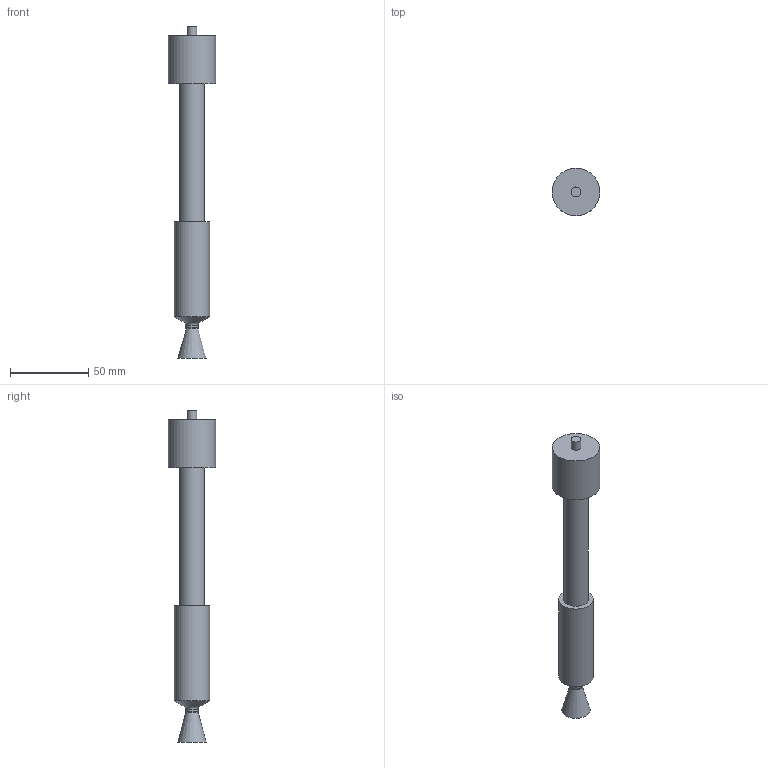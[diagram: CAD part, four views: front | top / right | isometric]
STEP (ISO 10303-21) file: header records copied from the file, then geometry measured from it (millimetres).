
FILE_DESCRIPTION(/* description */ (''),/* implementation_level */ '2;1');
FILE_NAME(/* name */ 'CombustionChamberFlowRegion.step',/* time_stamp */ '2022-07-21T14:05:40-04:00',/* author */ (''),/* organization */ (''),/* preprocessor_version */ 'ST-DEVELOPER v19',/* originating_system */ 'Autodesk Translation Framework v11.7.0.108',/* authorisation */ '');
FILE_SCHEMA (('AUTOMOTIVE_DESIGN { 1 0 10303 214 3 1 1 }'));
Length unit declared in the file: millimetre
Products named in the file (1): CombustionChamberFlowRegion
Bounding box: 30.42 x 30.42 x 212.2 mm (x, y, z)
Volume: 67669.4 mm3; surface area: 14728 mm2
Topology: 1 solids, 1 shells, 14 faces, 26 edges, 17 vertices
Faces by surface type: plane 5, cylinder 5, cone 2, torus 2
Full cylindrical faces by diameter (mm): 6.35 x1, 7.786 x1, 16 x1, 22.42 x1, 30.42 x1
Entity records: 394 total; most frequent: DIRECTION 75, CARTESIAN_POINT 58, ORIENTED_EDGE 52, AXIS2_PLACEMENT_3D 34, EDGE_CURVE 26, CIRCLE 19, EDGE_LOOP 17, VERTEX_POINT 17
